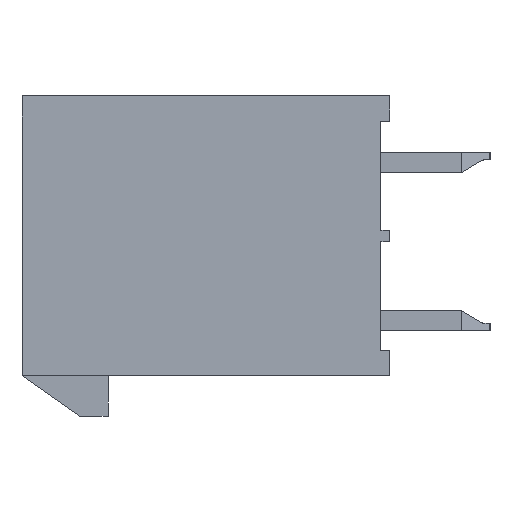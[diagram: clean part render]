
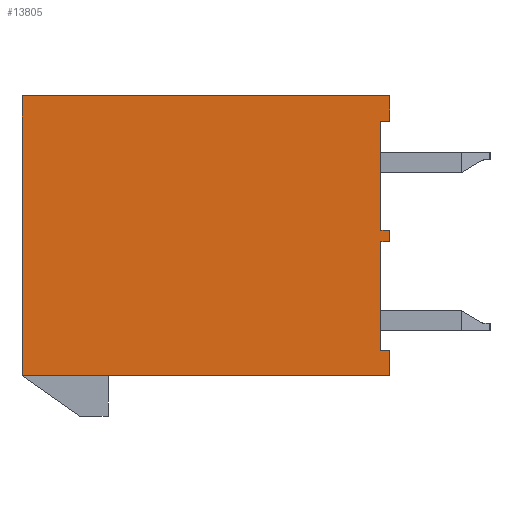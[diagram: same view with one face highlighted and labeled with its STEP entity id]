
A CAD part, left-side view. The second image highlights one B-rep face of the part: STEP entity #13805.
In plain terms, the highlighted planar face has unit normal (-1, 0, 0).
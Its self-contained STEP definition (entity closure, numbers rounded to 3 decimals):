
#497=DIRECTION('',(0.,-1.,0.));
#498=VECTOR('',#497,12.8);
#499=CARTESIAN_POINT('',(-21.6,12.8,9.75));
#500=LINE('6196',#499,#498);
#1095=DIRECTION('',(0.,-1.,0.));
#1096=VECTOR('',#1095,12.8);
#1097=CARTESIAN_POINT('',(-21.6,12.8,0.));
#1098=LINE('6197',#1097,#1096);
#1099=DIRECTION('',(0.,0.,1.));
#1100=VECTOR('',#1099,9.75);
#1101=CARTESIAN_POINT('',(-21.6,12.8,0.));
#1102=LINE('6198',#1101,#1100);
#1103=DIRECTION('',(0.,0.,1.));
#1104=VECTOR('',#1103,3.8);
#1105=CARTESIAN_POINT('',(-21.6,0.3,5.075));
#1106=LINE('6119',#1105,#1104);
#1107=DIRECTION('',(0.,1.,0.));
#1108=VECTOR('',#1107,0.3);
#1109=CARTESIAN_POINT('',(-21.6,0.,5.075));
#1110=LINE('6116',#1109,#1108);
#1111=DIRECTION('',(0.,0.,1.));
#1112=VECTOR('',#1111,0.4);
#1113=CARTESIAN_POINT('',(-21.6,0.,4.675));
#1114=LINE('6136',#1113,#1112);
#1115=DIRECTION('',(0.,-1.,0.));
#1116=VECTOR('',#1115,0.3);
#1117=CARTESIAN_POINT('',(-21.6,0.3,4.675));
#1118=LINE('6135',#1117,#1116);
#1119=DIRECTION('',(0.,1.,0.));
#1120=VECTOR('',#1119,0.3);
#1121=CARTESIAN_POINT('',(-21.6,0.,0.875));
#1122=LINE('6138',#1121,#1120);
#1123=DIRECTION('',(0.,0.,1.));
#1124=VECTOR('',#1123,0.875);
#1125=CARTESIAN_POINT('',(-21.6,0.,0.));
#1126=LINE('6201',#1125,#1124);
#1147=DIRECTION('',(0.,0.,-1.));
#1148=VECTOR('',#1147,3.8);
#1149=CARTESIAN_POINT('',(-21.6,0.3,4.675));
#1150=LINE('6137',#1149,#1148);
#2737=DIRECTION('',(0.,0.,1.));
#2738=VECTOR('',#2737,0.875);
#2739=CARTESIAN_POINT('',(-21.6,0.,8.875));
#2740=LINE('6199',#2739,#2738);
#2769=DIRECTION('',(0.,1.,0.));
#2770=VECTOR('',#2769,0.3);
#2771=CARTESIAN_POINT('',(-21.6,0.,8.875));
#2772=LINE('6122',#2771,#2770);
#11715=CARTESIAN_POINT('',(-21.6,0.,5.075));
#11716=CARTESIAN_POINT('',(-21.6,0.3,5.075));
#11717=VERTEX_POINT('',#11715);
#11718=VERTEX_POINT('',#11716);
#11723=CARTESIAN_POINT('',(-21.6,0.3,8.875));
#11724=VERTEX_POINT('',#11723);
#11727=CARTESIAN_POINT('',(-21.6,0.,8.875));
#11728=VERTEX_POINT('',#11727);
#11753=CARTESIAN_POINT('',(-21.6,0.3,4.675));
#11754=VERTEX_POINT('',#11753);
#11755=CARTESIAN_POINT('',(-21.6,0.,4.675));
#11756=VERTEX_POINT('',#11755);
#11757=CARTESIAN_POINT('',(-21.6,0.3,0.875));
#11758=VERTEX_POINT('',#11757);
#11759=CARTESIAN_POINT('',(-21.6,0.,0.875));
#11760=VERTEX_POINT('',#11759);
#11823=CARTESIAN_POINT('',(-21.6,12.8,9.75));
#11824=CARTESIAN_POINT('',(-21.6,0.,9.75));
#11825=VERTEX_POINT('',#11823);
#11826=VERTEX_POINT('',#11824);
#11827=CARTESIAN_POINT('',(-21.6,12.8,0.));
#11828=CARTESIAN_POINT('',(-21.6,0.,0.));
#11829=VERTEX_POINT('',#11827);
#11830=VERTEX_POINT('',#11828);
#13780=CARTESIAN_POINT('',(-21.6,6.4,4.875));
#13781=DIRECTION('',(-1.,0.,0.));
#13782=DIRECTION('',(0.,0.,1.));
#13783=AXIS2_PLACEMENT_3D('',#13780,#13781,#13782);
#13784=PLANE('4103',#13783);
#13786=ORIENTED_EDGE('6201',*,*,#13785,.F.);
#13787=ORIENTED_EDGE('6197',*,*,#12454,.F.);
#13788=ORIENTED_EDGE('6198',*,*,#12950,.T.);
#13789=ORIENTED_EDGE('6196',*,*,#12932,.T.);
#13791=ORIENTED_EDGE('6199',*,*,#13790,.F.);
#13793=ORIENTED_EDGE('6122',*,*,#13792,.T.);
#13795=ORIENTED_EDGE('6119',*,*,#13794,.F.);
#13796=ORIENTED_EDGE('6116',*,*,#12712,.F.);
#13797=ORIENTED_EDGE('6136',*,*,#12689,.F.);
#13798=ORIENTED_EDGE('6135',*,*,#12674,.F.);
#13800=ORIENTED_EDGE('6137',*,*,#13799,.T.);
#13802=ORIENTED_EDGE('6138',*,*,#13801,.F.);
#13803=EDGE_LOOP('4103',(#13786,#13787,#13788,#13789,#13791,#13793,#13795,
#13796,#13797,#13798,#13800,#13802));
#13804=FACE_OUTER_BOUND('4103',#13803,.F.);
#13805=ADVANCED_FACE('4103',(#13804),#13784,.T.);
#12454=EDGE_CURVE('6197',#11829,#11830,#1098,.T.);
#12674=EDGE_CURVE('6135',#11754,#11756,#1118,.T.);
#12689=EDGE_CURVE('6136',#11756,#11717,#1114,.T.);
#12712=EDGE_CURVE('6116',#11717,#11718,#1110,.T.);
#12932=EDGE_CURVE('6196',#11825,#11826,#500,.T.);
#12950=EDGE_CURVE('6198',#11829,#11825,#1102,.T.);
#13785=EDGE_CURVE('6201',#11830,#11760,#1126,.T.);
#13790=EDGE_CURVE('6199',#11728,#11826,#2740,.T.);
#13792=EDGE_CURVE('6122',#11728,#11724,#2772,.T.);
#13794=EDGE_CURVE('6119',#11718,#11724,#1106,.T.);
#13799=EDGE_CURVE('6137',#11754,#11758,#1150,.T.);
#13801=EDGE_CURVE('6138',#11760,#11758,#1122,.T.);
